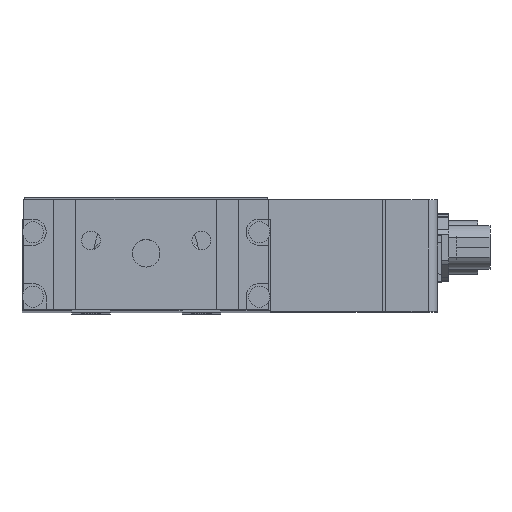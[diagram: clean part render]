
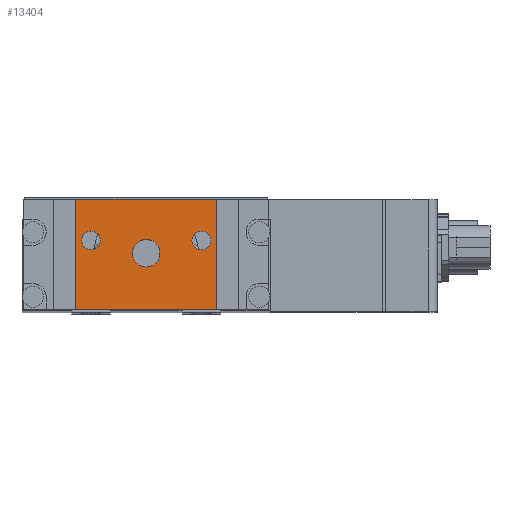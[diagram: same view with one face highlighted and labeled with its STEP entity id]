
A CAD part, top view. The second image highlights one B-rep face of the part: STEP entity #13404.
In plain terms, the highlighted planar face has unit normal (0, 0, 1).
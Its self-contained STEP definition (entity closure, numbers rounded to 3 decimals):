
#72 = CIRCLE ( 'NONE', #17542, 2.5 ) ;
#157 = CARTESIAN_POINT ( 'NONE',  ( -10., 2.33, 214.75 ) ) ;
#260 = CARTESIAN_POINT ( 'NONE',  ( 2.5, 0., 214.75 ) ) ;
#926 = ORIENTED_EDGE ( 'NONE', *, *, #17481, .T. ) ;
#953 = VERTEX_POINT ( 'NONE', #260 ) ;
#1032 = EDGE_CURVE ( 'NONE', #2796, #18409, #18742, .T. ) ;
#1545 = DIRECTION ( 'NONE',  ( 0., 0., 1. ) ) ;
#1709 = AXIS2_PLACEMENT_3D ( 'NONE', #12951, #10542, #24501 ) ;
#1813 = EDGE_LOOP ( 'NONE', ( #14816, #25138 ) ) ;
#2205 = DIRECTION ( 'NONE',  ( 1., 0., 0. ) ) ;
#2301 = AXIS2_PLACEMENT_3D ( 'NONE', #24538, #1545, #14896 ) ;
#2401 = DIRECTION ( 'NONE',  ( 0., 1., 0. ) ) ;
#2639 = VECTOR ( 'NONE', #12523, 1000. ) ;
#2796 = VERTEX_POINT ( 'NONE', #18171 ) ;
#3201 = FACE_OUTER_BOUND ( 'NONE', #5423, .T. ) ;
#3250 = DIRECTION ( 'NONE',  ( 1., 0., 0. ) ) ;
#3449 = FACE_BOUND ( 'NONE', #4422, .T. ) ;
#3500 = CARTESIAN_POINT ( 'NONE',  ( -22.25, 9.83, 214.75 ) ) ;
#4054 = DIRECTION ( 'NONE',  ( 0., 0., 1. ) ) ;
#4145 = EDGE_CURVE ( 'NONE', #953, #11934, #72, .T. ) ;
#4338 = VECTOR ( 'NONE', #2401, 1000. ) ;
#4422 = EDGE_LOOP ( 'NONE', ( #17576, #24952 ) ) ;
#5021 = ORIENTED_EDGE ( 'NONE', *, *, #22557, .F. ) ;
#5307 = VERTEX_POINT ( 'NONE', #13102 ) ;
#5423 = EDGE_LOOP ( 'NONE', ( #926, #13277, #12634, #11093 ) ) ;
#5693 = EDGE_CURVE ( 'NONE', #5307, #24779, #16603, .T. ) ;
#5741 = EDGE_CURVE ( 'NONE', #11934, #953, #17703, .T. ) ;
#5876 = VERTEX_POINT ( 'NONE', #15705 ) ;
#6454 = CARTESIAN_POINT ( 'NONE',  ( -2.5, 0., 214.75 ) ) ;
#6956 = DIRECTION ( 'NONE',  ( 1., 0., 0. ) ) ;
#7913 = DIRECTION ( 'NONE',  ( 0., 0., 1. ) ) ;
#8799 = EDGE_CURVE ( 'NONE', #5876, #14929, #18230, .T. ) ;
#8907 = AXIS2_PLACEMENT_3D ( 'NONE', #157, #7913, #2205 ) ;
#9339 = DIRECTION ( 'NONE',  ( 1., 0., 0. ) ) ;
#9593 = CARTESIAN_POINT ( 'NONE',  ( 10., 2.33, 214.75 ) ) ;
#10542 = DIRECTION ( 'NONE',  ( 0., 0., 1. ) ) ;
#10750 = DIRECTION ( 'NONE',  ( 0., 0., 1. ) ) ;
#10948 = FACE_BOUND ( 'NONE', #12932, .T. ) ;
#11074 = FACE_BOUND ( 'NONE', #1813, .T. ) ;
#11093 = ORIENTED_EDGE ( 'NONE', *, *, #12547, .T. ) ;
#11934 = VERTEX_POINT ( 'NONE', #6454 ) ;
#12467 = ORIENTED_EDGE ( 'NONE', *, *, #8799, .F. ) ;
#12523 = DIRECTION ( 'NONE',  ( 1., 0., 0. ) ) ;
#12547 = EDGE_CURVE ( 'NONE', #24868, #20501, #20520, .T. ) ;
#12634 = ORIENTED_EDGE ( 'NONE', *, *, #13996, .F. ) ;
#12690 = CARTESIAN_POINT ( 'NONE',  ( -10., 2.33, 214.75 ) ) ;
#12932 = EDGE_LOOP ( 'NONE', ( #5021, #12467 ) ) ;
#12951 = CARTESIAN_POINT ( 'NONE',  ( 10., 2.33, 214.75 ) ) ;
#13102 = CARTESIAN_POINT ( 'NONE',  ( 12.75, 9.83, 214.75 ) ) ;
#13162 = DIRECTION ( 'NONE',  ( -1., 0., 0. ) ) ;
#13277 = ORIENTED_EDGE ( 'NONE', *, *, #5693, .T. ) ;
#13404 = ADVANCED_FACE ( 'NONE', ( #3449, #3201, #10948, #11074 ), #16805, .T. ) ;
#13996 = EDGE_CURVE ( 'NONE', #24868, #24779, #17905, .T. ) ;
#14253 = CARTESIAN_POINT ( 'NONE',  ( 12.75, 9.83, 214.75 ) ) ;
#14371 = LINE ( 'NONE', #14253, #18864 ) ;
#14432 = CARTESIAN_POINT ( 'NONE',  ( -22.25, -10.17, 214.75 ) ) ;
#14816 = ORIENTED_EDGE ( 'NONE', *, *, #4145, .F. ) ;
#14896 = DIRECTION ( 'NONE',  ( 1., 0., 0. ) ) ;
#14929 = VERTEX_POINT ( 'NONE', #17285 ) ;
#14935 = CARTESIAN_POINT ( 'NONE',  ( 11.7, 2.33, 214.75 ) ) ;
#14944 = CARTESIAN_POINT ( 'NONE',  ( 0., 0., 214.75 ) ) ;
#15705 = CARTESIAN_POINT ( 'NONE',  ( -8.3, 2.33, 214.75 ) ) ;
#15895 = AXIS2_PLACEMENT_3D ( 'NONE', #12690, #22207, #6956 ) ;
#16603 = LINE ( 'NONE', #3500, #24995 ) ;
#16805 = PLANE ( 'NONE',  #2301 ) ;
#17027 = DIRECTION ( 'NONE',  ( 1., 0., 0. ) ) ;
#17101 = DIRECTION ( 'NONE',  ( 0., 0., 1. ) ) ;
#17285 = CARTESIAN_POINT ( 'NONE',  ( -11.7, 2.33, 214.75 ) ) ;
#17481 = EDGE_CURVE ( 'NONE', #20501, #5307, #14371, .T. ) ;
#17542 = AXIS2_PLACEMENT_3D ( 'NONE', #21337, #4054, #17027 ) ;
#17576 = ORIENTED_EDGE ( 'NONE', *, *, #1032, .F. ) ;
#17703 = CIRCLE ( 'NONE', #20128, 2.5 ) ;
#17905 = LINE ( 'NONE', #20188, #4338 ) ;
#18171 = CARTESIAN_POINT ( 'NONE',  ( 8.3, 2.33, 214.75 ) ) ;
#18230 = CIRCLE ( 'NONE', #8907, 1.7 ) ;
#18409 = VERTEX_POINT ( 'NONE', #14935 ) ;
#18742 = CIRCLE ( 'NONE', #1709, 1.7 ) ;
#18864 = VECTOR ( 'NONE', #21981, 1000. ) ;
#19672 = CIRCLE ( 'NONE', #23724, 1.7 ) ;
#19797 = EDGE_CURVE ( 'NONE', #18409, #2796, #19672, .T. ) ;
#20128 = AXIS2_PLACEMENT_3D ( 'NONE', #14944, #10750, #3250 ) ;
#20188 = CARTESIAN_POINT ( 'NONE',  ( -12.75, 9.83, 214.75 ) ) ;
#20501 = VERTEX_POINT ( 'NONE', #24021 ) ;
#20520 = LINE ( 'NONE', #14432, #2639 ) ;
#21337 = CARTESIAN_POINT ( 'NONE',  ( 0., 0., 214.75 ) ) ;
#21590 = CIRCLE ( 'NONE', #15895, 1.7 ) ;
#21981 = DIRECTION ( 'NONE',  ( 0., 1., 0. ) ) ;
#22207 = DIRECTION ( 'NONE',  ( 0., 0., 1. ) ) ;
#22237 = CARTESIAN_POINT ( 'NONE',  ( -12.75, -10.17, 214.75 ) ) ;
#22557 = EDGE_CURVE ( 'NONE', #14929, #5876, #21590, .T. ) ;
#23411 = CARTESIAN_POINT ( 'NONE',  ( -12.75, 9.83, 214.75 ) ) ;
#23724 = AXIS2_PLACEMENT_3D ( 'NONE', #9593, #17101, #9339 ) ;
#24021 = CARTESIAN_POINT ( 'NONE',  ( 12.75, -10.17, 214.75 ) ) ;
#24501 = DIRECTION ( 'NONE',  ( 1., 0., 0. ) ) ;
#24538 = CARTESIAN_POINT ( 'NONE',  ( 0., 0., 214.75 ) ) ;
#24779 = VERTEX_POINT ( 'NONE', #23411 ) ;
#24868 = VERTEX_POINT ( 'NONE', #22237 ) ;
#24952 = ORIENTED_EDGE ( 'NONE', *, *, #19797, .F. ) ;
#24995 = VECTOR ( 'NONE', #13162, 1000. ) ;
#25138 = ORIENTED_EDGE ( 'NONE', *, *, #5741, .F. ) ;
